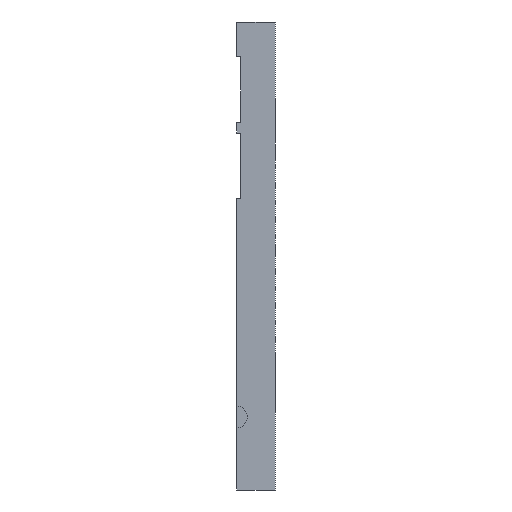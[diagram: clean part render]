
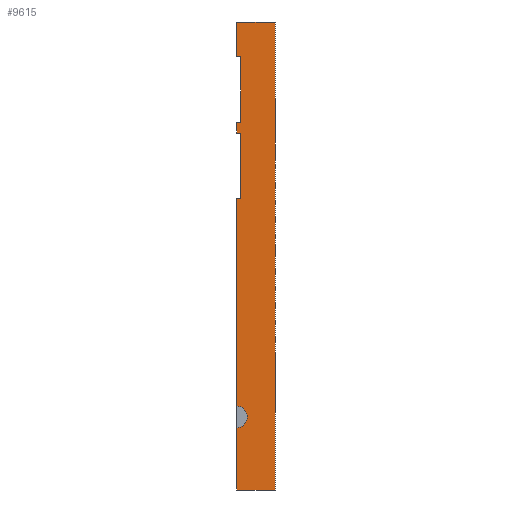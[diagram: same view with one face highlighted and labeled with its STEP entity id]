
A CAD part, left-side view. The second image highlights one B-rep face of the part: STEP entity #9615.
In plain terms, the highlighted planar face has unit normal (-1, 0, 0).
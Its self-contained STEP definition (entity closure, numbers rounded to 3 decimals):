
#352 = CARTESIAN_POINT ( 'NONE',  ( 0., 9., -89.37 ) ) ;
#465 = AXIS2_PLACEMENT_3D ( 'NONE', #7643, #15801, #14796 ) ;
#590 = DIRECTION ( 'NONE',  ( 0., 0., 1. ) ) ;
#680 = ORIENTED_EDGE ( 'NONE', *, *, #15879, .F. ) ;
#716 = VERTEX_POINT ( 'NONE', #4762 ) ;
#762 = ORIENTED_EDGE ( 'NONE', *, *, #15656, .T. ) ;
#1205 = EDGE_CURVE ( 'NONE', #5554, #13726, #11342, .T. ) ;
#1216 = LINE ( 'NONE', #4998, #15109 ) ;
#1406 = DIRECTION ( 'NONE',  ( 0., 0., 1. ) ) ;
#1840 = AXIS2_PLACEMENT_3D ( 'NONE', #3230, #9012, #11575 ) ;
#2330 = DIRECTION ( 'NONE',  ( 0., 1., 0. ) ) ;
#2369 = EDGE_CURVE ( 'NONE', #9255, #17053, #7085, .T. ) ;
#2531 = ORIENTED_EDGE ( 'NONE', *, *, #16015, .T. ) ;
#2700 = LINE ( 'NONE', #2800, #2829 ) ;
#2762 = VECTOR ( 'NONE', #11680, 1000. ) ;
#2800 = CARTESIAN_POINT ( 'NONE',  ( 0., 2., -41.1 ) ) ;
#2829 = VECTOR ( 'NONE', #18113, 1000. ) ;
#3230 = CARTESIAN_POINT ( 'NONE',  ( 0., 2., 0. ) ) ;
#3979 = LINE ( 'NONE', #13790, #11875 ) ;
#4146 = LINE ( 'NONE', #16970, #8018 ) ;
#4325 = EDGE_CURVE ( 'NONE', #14976, #13525, #13801, .T. ) ;
#4335 = DIRECTION ( 'NONE',  ( 0., 0., 1. ) ) ;
#4375 = DIRECTION ( 'NONE',  ( 0., 0., -1. ) ) ;
#4391 = VERTEX_POINT ( 'NONE', #11316 ) ;
#4574 = EDGE_CURVE ( 'NONE', #17053, #8789, #5898, .T. ) ;
#4628 = CARTESIAN_POINT ( 'NONE',  ( 0., 8., 0. ) ) ;
#4671 = CARTESIAN_POINT ( 'NONE',  ( 0., 2., -8.08 ) ) ;
#4762 = CARTESIAN_POINT ( 'NONE',  ( 0., 9., -41.1 ) ) ;
#4856 = DIRECTION ( 'NONE',  ( 0., -1., 0. ) ) ;
#4998 = CARTESIAN_POINT ( 'NONE',  ( 0., 2., -23.32 ) ) ;
#5409 = LINE ( 'NONE', #6615, #14211 ) ;
#5506 = EDGE_CURVE ( 'NONE', #4391, #13808, #13074, .T. ) ;
#5554 = VERTEX_POINT ( 'NONE', #12973 ) ;
#5582 = EDGE_CURVE ( 'NONE', #13525, #8789, #3979, .T. ) ;
#5596 = ORIENTED_EDGE ( 'NONE', *, *, #5582, .T. ) ;
#5720 = CARTESIAN_POINT ( 'NONE',  ( 0., 2., -108.87 ) ) ;
#5898 = LINE ( 'NONE', #11768, #7177 ) ;
#6301 = VECTOR ( 'NONE', #10953, 1000. ) ;
#6385 = CARTESIAN_POINT ( 'NONE',  ( 0., 9., 0. ) ) ;
#6615 = CARTESIAN_POINT ( 'NONE',  ( 0., 2., -25.86 ) ) ;
#6731 = EDGE_CURVE ( 'NONE', #15513, #16233, #8363, .T. ) ;
#7085 = LINE ( 'NONE', #7271, #12325 ) ;
#7177 = VECTOR ( 'NONE', #17276, 1000. ) ;
#7271 = CARTESIAN_POINT ( 'NONE',  ( 0., 9., -108.87 ) ) ;
#7345 = ORIENTED_EDGE ( 'NONE', *, *, #4325, .T. ) ;
#7450 = PLANE ( 'NONE',  #1840 ) ;
#7561 = ORIENTED_EDGE ( 'NONE', *, *, #4574, .F. ) ;
#7643 = CARTESIAN_POINT ( 'NONE',  ( 0., 9., -91.87 ) ) ;
#7645 = VECTOR ( 'NONE', #4375, 1000. ) ;
#8018 = VECTOR ( 'NONE', #8272, 1000. ) ;
#8137 = EDGE_CURVE ( 'NONE', #12112, #716, #2700, .T. ) ;
#8158 = ORIENTED_EDGE ( 'NONE', *, *, #1205, .T. ) ;
#8180 = CARTESIAN_POINT ( 'NONE',  ( 0., 8., -23.32 ) ) ;
#8235 = CARTESIAN_POINT ( 'NONE',  ( 0., 8., -25.86 ) ) ;
#8272 = DIRECTION ( 'NONE',  ( 0., 0., 1. ) ) ;
#8350 = ORIENTED_EDGE ( 'NONE', *, *, #5506, .F. ) ;
#8363 = CIRCLE ( 'NONE', #465, 2.5 ) ;
#8545 = CARTESIAN_POINT ( 'NONE',  ( 0., 8., -41.1 ) ) ;
#8661 = ORIENTED_EDGE ( 'NONE', *, *, #10928, .F. ) ;
#8789 = VERTEX_POINT ( 'NONE', #14760 ) ;
#8876 = VERTEX_POINT ( 'NONE', #8235 ) ;
#9012 = DIRECTION ( 'NONE',  ( 1., 0., 0. ) ) ;
#9205 = ORIENTED_EDGE ( 'NONE', *, *, #8137, .T. ) ;
#9215 = ORIENTED_EDGE ( 'NONE', *, *, #16945, .T. ) ;
#9255 = VERTEX_POINT ( 'NONE', #16935 ) ;
#9615 = ADVANCED_FACE ( 'NONE', ( #11843 ), #7450, .F. ) ;
#9995 = CARTESIAN_POINT ( 'NONE',  ( 0., 9., -23.32 ) ) ;
#10855 = DIRECTION ( 'NONE',  ( 0., 0., 1. ) ) ;
#10928 = EDGE_CURVE ( 'NONE', #14976, #16233, #4146, .T. ) ;
#10953 = DIRECTION ( 'NONE',  ( 0., -1., 0. ) ) ;
#11218 = LINE ( 'NONE', #12264, #13613 ) ;
#11316 = CARTESIAN_POINT ( 'NONE',  ( 0., 9., -25.86 ) ) ;
#11342 = LINE ( 'NONE', #16932, #7645 ) ;
#11574 = VECTOR ( 'NONE', #590, 1000. ) ;
#11575 = DIRECTION ( 'NONE',  ( 0., 0., -1. ) ) ;
#11680 = DIRECTION ( 'NONE',  ( 0., 0., -1. ) ) ;
#11768 = CARTESIAN_POINT ( 'NONE',  ( 0., 2., 0. ) ) ;
#11778 = CARTESIAN_POINT ( 'NONE',  ( 0., 9., -108.87 ) ) ;
#11843 = FACE_OUTER_BOUND ( 'NONE', #15257, .T. ) ;
#11850 = VECTOR ( 'NONE', #4856, 1000. ) ;
#11875 = VECTOR ( 'NONE', #10855, 1000. ) ;
#12112 = VERTEX_POINT ( 'NONE', #8545 ) ;
#12264 = CARTESIAN_POINT ( 'NONE',  ( 0., 9., -108.87 ) ) ;
#12325 = VECTOR ( 'NONE', #4335, 1000. ) ;
#12332 = ORIENTED_EDGE ( 'NONE', *, *, #6731, .T. ) ;
#12973 = CARTESIAN_POINT ( 'NONE',  ( 0., 8., -8.08 ) ) ;
#13074 = LINE ( 'NONE', #11778, #11574 ) ;
#13431 = CARTESIAN_POINT ( 'NONE',  ( 0., 9., -94.37 ) ) ;
#13525 = VERTEX_POINT ( 'NONE', #17626 ) ;
#13613 = VECTOR ( 'NONE', #1406, 1000. ) ;
#13726 = VERTEX_POINT ( 'NONE', #8180 ) ;
#13790 = CARTESIAN_POINT ( 'NONE',  ( 0., 0., 0. ) ) ;
#13801 = LINE ( 'NONE', #5720, #6301 ) ;
#13808 = VERTEX_POINT ( 'NONE', #9995 ) ;
#14211 = VECTOR ( 'NONE', #15146, 1000. ) ;
#14328 = EDGE_CURVE ( 'NONE', #13726, #13808, #1216, .T. ) ;
#14345 = LINE ( 'NONE', #4628, #2762 ) ;
#14671 = LINE ( 'NONE', #4671, #11850 ) ;
#14760 = CARTESIAN_POINT ( 'NONE',  ( 0., 0., 0. ) ) ;
#14796 = DIRECTION ( 'NONE',  ( 0., 0., -1. ) ) ;
#14976 = VERTEX_POINT ( 'NONE', #18148 ) ;
#15109 = VECTOR ( 'NONE', #2330, 1000. ) ;
#15146 = DIRECTION ( 'NONE',  ( 0., -1., 0. ) ) ;
#15257 = EDGE_LOOP ( 'NONE', ( #680, #12332, #8661, #7345, #5596, #7561, #16463, #762, #8158, #15492, #8350, #9215, #2531, #9205 ) ) ;
#15492 = ORIENTED_EDGE ( 'NONE', *, *, #14328, .T. ) ;
#15513 = VERTEX_POINT ( 'NONE', #352 ) ;
#15656 = EDGE_CURVE ( 'NONE', #9255, #5554, #14671, .T. ) ;
#15801 = DIRECTION ( 'NONE',  ( 1., 0., 0. ) ) ;
#15879 = EDGE_CURVE ( 'NONE', #15513, #716, #11218, .T. ) ;
#16015 = EDGE_CURVE ( 'NONE', #8876, #12112, #14345, .T. ) ;
#16233 = VERTEX_POINT ( 'NONE', #13431 ) ;
#16463 = ORIENTED_EDGE ( 'NONE', *, *, #2369, .F. ) ;
#16932 = CARTESIAN_POINT ( 'NONE',  ( 0., 8., 0. ) ) ;
#16935 = CARTESIAN_POINT ( 'NONE',  ( 0., 9., -8.08 ) ) ;
#16945 = EDGE_CURVE ( 'NONE', #4391, #8876, #5409, .T. ) ;
#16970 = CARTESIAN_POINT ( 'NONE',  ( 0., 9., -108.87 ) ) ;
#17053 = VERTEX_POINT ( 'NONE', #6385 ) ;
#17276 = DIRECTION ( 'NONE',  ( 0., -1., 0. ) ) ;
#17626 = CARTESIAN_POINT ( 'NONE',  ( 0., 0., -108.87 ) ) ;
#18113 = DIRECTION ( 'NONE',  ( 0., 1., 0. ) ) ;
#18148 = CARTESIAN_POINT ( 'NONE',  ( 0., 9., -108.87 ) ) ;
